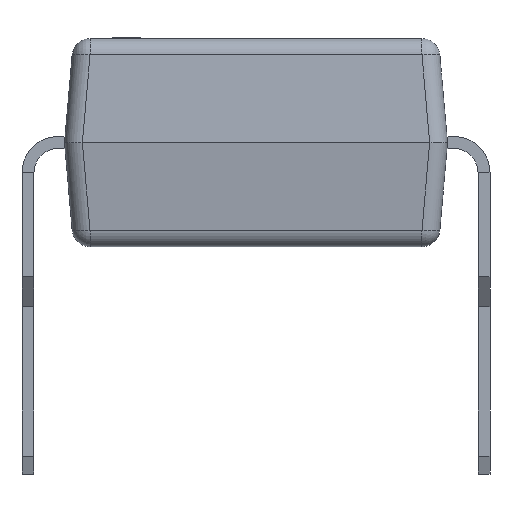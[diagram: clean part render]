
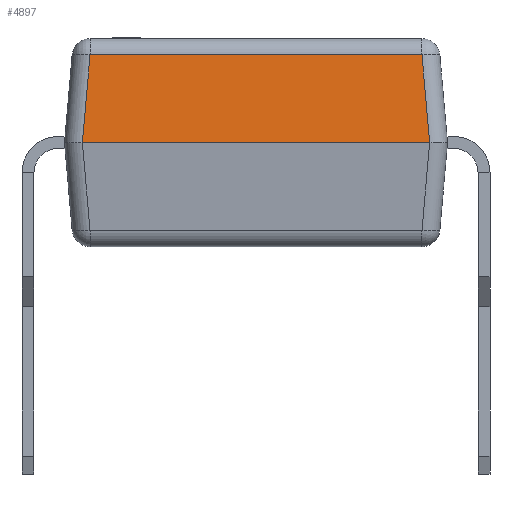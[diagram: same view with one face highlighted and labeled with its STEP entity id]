
A CAD part, left-side view. The second image highlights one B-rep face of the part: STEP entity #4897.
In plain terms, the highlighted planar face has unit normal (-0.996, 0, 0.087).
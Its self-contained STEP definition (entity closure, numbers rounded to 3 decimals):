
#249 = VERTEX_POINT ( 'NONE', #16867 ) ;
#331 = EDGE_CURVE ( 'NONE', #2473, #11188, #14272, .T. ) ;
#1062 = CARTESIAN_POINT ( 'NONE',  ( -2.172, 3.048, 1.466 ) ) ;
#1553 = CARTESIAN_POINT ( 'NONE',  ( -2.172, 2.773, 1.466 ) ) ;
#2473 = VERTEX_POINT ( 'NONE', #4216 ) ;
#2684 = ORIENTED_EDGE ( 'NONE', *, *, #331, .T. ) ;
#2714 = VECTOR ( 'NONE', #14562, 1000. ) ;
#2816 = DIRECTION ( 'NONE',  ( -0.996, 0., 0.087 ) ) ;
#3500 = ORIENTED_EDGE ( 'NONE', *, *, #8254, .T. ) ;
#4216 = CARTESIAN_POINT ( 'NONE',  ( -2.172, -2.773, 1.466 ) ) ;
#4719 = LINE ( 'NONE', #16458, #10671 ) ;
#4897 = ADVANCED_FACE ( 'NONE', ( #10289 ), #18864, .T. ) ;
#5448 = ORIENTED_EDGE ( 'NONE', *, *, #8025, .T. ) ;
#6133 = ORIENTED_EDGE ( 'NONE', *, *, #13592, .T. ) ;
#7240 = DIRECTION ( 'NONE',  ( 0., -1., 0. ) ) ;
#7496 = DIRECTION ( 'NONE',  ( 0.087, 0., 0.996 ) ) ;
#7970 = VECTOR ( 'NONE', #9522, 1000. ) ;
#8025 = EDGE_CURVE ( 'NONE', #249, #13162, #17471, .T. ) ;
#8254 = EDGE_CURVE ( 'NONE', #13162, #2473, #10946, .T. ) ;
#8717 = EDGE_LOOP ( 'NONE', ( #2684, #6133, #5448, #3500 ) ) ;
#9522 = DIRECTION ( 'NONE',  ( 0.087, 0.087, 0.992 ) ) ;
#10289 = FACE_OUTER_BOUND ( 'NONE', #8717, .T. ) ;
#10671 = VECTOR ( 'NONE', #12605, 1000. ) ;
#10901 = AXIS2_PLACEMENT_3D ( 'NONE', #16124, #2816, #7496 ) ;
#10946 = LINE ( 'NONE', #16791, #7970 ) ;
#11188 = VERTEX_POINT ( 'NONE', #1553 ) ;
#11623 = CARTESIAN_POINT ( 'NONE',  ( -2.3, -2.901, 0. ) ) ;
#12605 = DIRECTION ( 'NONE',  ( -0.087, 0.087, -0.992 ) ) ;
#13162 = VERTEX_POINT ( 'NONE', #11623 ) ;
#13445 = VECTOR ( 'NONE', #7240, 1000. ) ;
#13592 = EDGE_CURVE ( 'NONE', #11188, #249, #4719, .T. ) ;
#14272 = LINE ( 'NONE', #1062, #2714 ) ;
#14562 = DIRECTION ( 'NONE',  ( 0., 1., 0. ) ) ;
#16124 = CARTESIAN_POINT ( 'NONE',  ( -2.3, 3.2, 0. ) ) ;
#16458 = CARTESIAN_POINT ( 'NONE',  ( -2.302, 2.903, -0.026 ) ) ;
#16791 = CARTESIAN_POINT ( 'NONE',  ( -2.254, -2.855, 0.526 ) ) ;
#16867 = CARTESIAN_POINT ( 'NONE',  ( -2.3, 2.901, 0. ) ) ;
#17371 = CARTESIAN_POINT ( 'NONE',  ( -2.3, 3.2, 0. ) ) ;
#17471 = LINE ( 'NONE', #17371, #13445 ) ;
#18864 = PLANE ( 'NONE',  #10901 ) ;
